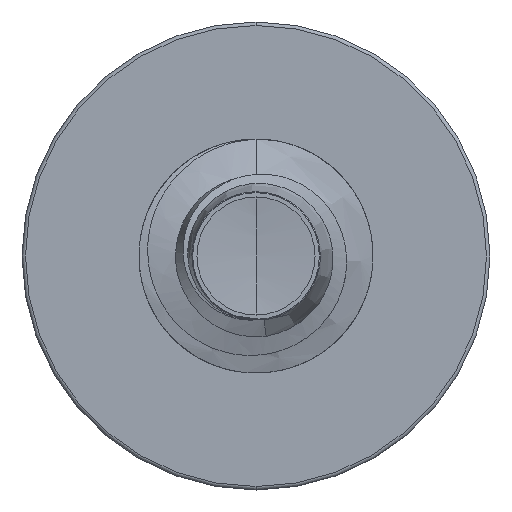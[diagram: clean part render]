
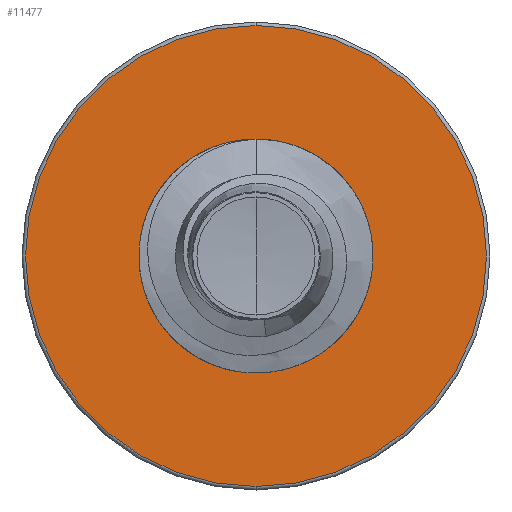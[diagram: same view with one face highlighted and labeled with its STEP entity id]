
A CAD part, front view. The second image highlights one B-rep face of the part: STEP entity #11477.
In plain terms, the highlighted planar face has unit normal (0, -1, 0).
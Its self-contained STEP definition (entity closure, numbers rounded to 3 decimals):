
#2 = AXIS2_PLACEMENT_3D ( 'NONE', #4358, #13067, #5596 ) ;
#280 = CARTESIAN_POINT ( 'NONE',  ( 0., 12.5, -1.722 ) ) ;
#385 = EDGE_LOOP ( 'NONE', ( #9099, #9631 ) ) ;
#457 = FACE_OUTER_BOUND ( 'NONE', #4597, .T. ) ;
#693 = CIRCLE ( 'NONE', #10333, 3.448 ) ;
#1268 = DIRECTION ( 'NONE',  ( 0., 0., 1. ) ) ;
#1606 = PLANE ( 'NONE',  #14573 ) ;
#1942 = AXIS2_PLACEMENT_3D ( 'NONE', #16126, #8810, #1268 ) ;
#2719 = CARTESIAN_POINT ( 'NONE',  ( 0., 12.5, 0. ) ) ;
#2857 = CARTESIAN_POINT ( 'NONE',  ( 0., 12.5, 0. ) ) ;
#2868 = DIRECTION ( 'NONE',  ( 0., 0., 1. ) ) ;
#3422 = EDGE_CURVE ( 'NONE', #6321, #10241, #6000, .T. ) ;
#3473 = FACE_BOUND ( 'NONE', #385, .T. ) ;
#3866 = EDGE_CURVE ( 'NONE', #10241, #6321, #693, .T. ) ;
#3982 = DIRECTION ( 'NONE',  ( 0., 0., 1. ) ) ;
#4122 = DIRECTION ( 'NONE',  ( 0., 0., 1. ) ) ;
#4358 = CARTESIAN_POINT ( 'NONE',  ( 0., 12.5, 0. ) ) ;
#4597 = EDGE_LOOP ( 'NONE', ( #16094, #13052 ) ) ;
#5596 = DIRECTION ( 'NONE',  ( 0., 0., 1. ) ) ;
#6000 = CIRCLE ( 'NONE', #1942, 3.448 ) ;
#6063 = CARTESIAN_POINT ( 'NONE',  ( 0., 12.5, 3.448 ) ) ;
#6321 = VERTEX_POINT ( 'NONE', #12319 ) ;
#7472 = VERTEX_POINT ( 'NONE', #14880 ) ;
#7503 = VERTEX_POINT ( 'NONE', #16082 ) ;
#8810 = DIRECTION ( 'NONE',  ( 0., 1., 0. ) ) ;
#9099 = ORIENTED_EDGE ( 'NONE', *, *, #11669, .T. ) ;
#9630 = AXIS2_PLACEMENT_3D ( 'NONE', #2719, #11483, #3982 ) ;
#9631 = ORIENTED_EDGE ( 'NONE', *, *, #11373, .T. ) ;
#9743 = CIRCLE ( 'NONE', #2, 1.722 ) ;
#10241 = VERTEX_POINT ( 'NONE', #6063 ) ;
#10333 = AXIS2_PLACEMENT_3D ( 'NONE', #2857, #11618, #4122 ) ;
#11373 = EDGE_CURVE ( 'NONE', #7472, #7503, #13412, .T. ) ;
#11477 = ADVANCED_FACE ( 'NONE', ( #457, #3473 ), #1606, .F. ) ;
#11483 = DIRECTION ( 'NONE',  ( 0., 1., 0. ) ) ;
#11618 = DIRECTION ( 'NONE',  ( 0., 1., 0. ) ) ;
#11669 = EDGE_CURVE ( 'NONE', #7503, #7472, #9743, .T. ) ;
#12319 = CARTESIAN_POINT ( 'NONE',  ( 0., 12.5, -3.447 ) ) ;
#13052 = ORIENTED_EDGE ( 'NONE', *, *, #3422, .F. ) ;
#13067 = DIRECTION ( 'NONE',  ( 0., 1., 0. ) ) ;
#13412 = CIRCLE ( 'NONE', #9630, 1.722 ) ;
#14573 = AXIS2_PLACEMENT_3D ( 'NONE', #280, #15082, #2868 ) ;
#14880 = CARTESIAN_POINT ( 'NONE',  ( 0., 12.5, -1.722 ) ) ;
#15082 = DIRECTION ( 'NONE',  ( 0., 1., 0. ) ) ;
#16082 = CARTESIAN_POINT ( 'NONE',  ( 0., 12.5, 1.722 ) ) ;
#16094 = ORIENTED_EDGE ( 'NONE', *, *, #3866, .F. ) ;
#16126 = CARTESIAN_POINT ( 'NONE',  ( 0., 12.5, 0. ) ) ;
